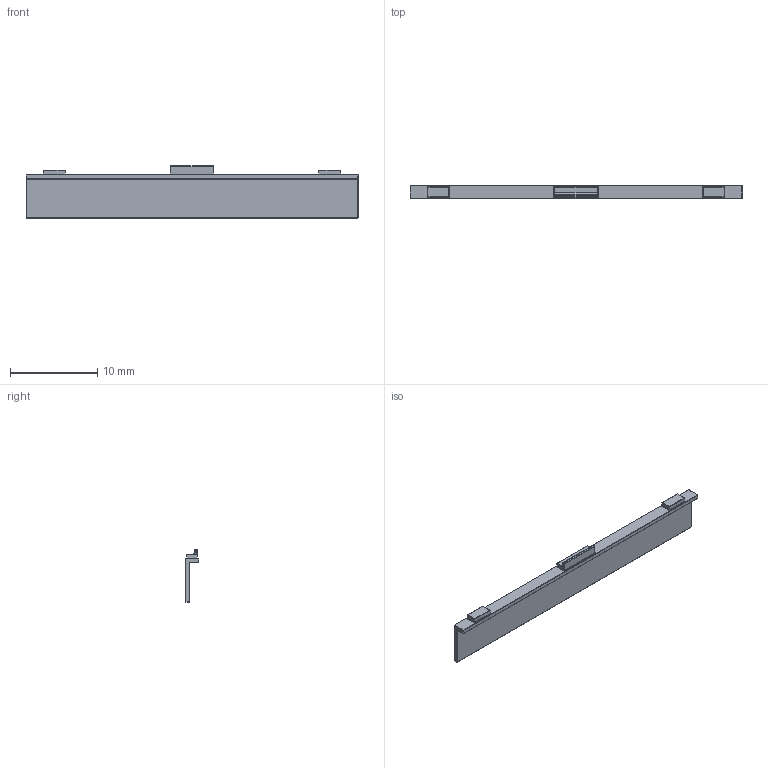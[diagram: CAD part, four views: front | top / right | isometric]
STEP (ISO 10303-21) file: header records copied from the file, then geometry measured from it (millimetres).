
FILE_DESCRIPTION((''),'2;1');
FILE_NAME('GZP-0035.stp','2015-08-04T15:41:28',('CAD Station'),(''),'Autodesk Inventor 2013','Autodesk Inventor 2013','');
FILE_SCHEMA(('CONFIG_CONTROL_DESIGN'));
Length unit declared in the file: millimetre
Products named in the file (1): GZP-0035
Bounding box: 38 x 1.5 x 6 mm (x, y, z)
Volume: 120.7 mm3; surface area: 511.6 mm2
Topology: 1 solids, 1 shells, 95 faces, 196 edges, 102 vertices
Faces by surface type: cylinder 50, plane 25, sphere 14, bspline 4, torus 2
Entity records: 2596 total; most frequent: CARTESIAN_POINT 466, DIRECTION 458, ORIENTED_EDGE 384, EDGE_CURVE 192, AXIS2_PLACEMENT_3D 174, VECTOR 110, LINE 110, VERTEX_POINT 102
